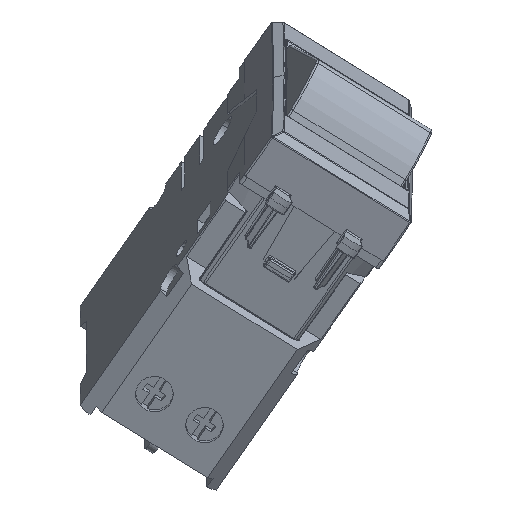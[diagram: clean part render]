
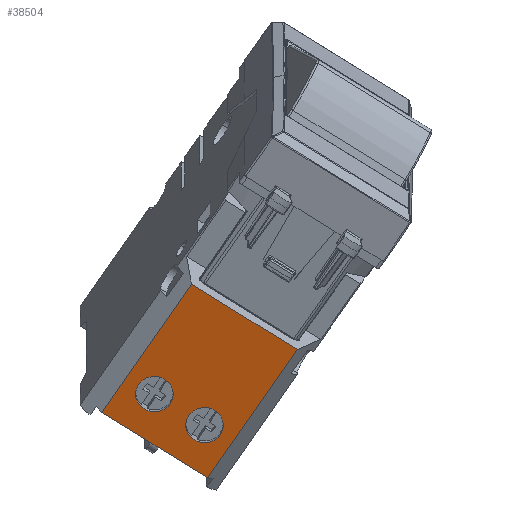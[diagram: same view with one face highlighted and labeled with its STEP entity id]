
A CAD part, front view. The second image highlights one B-rep face of the part: STEP entity #38504.
In plain terms, the highlighted face is planar.
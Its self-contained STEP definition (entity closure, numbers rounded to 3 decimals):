
#36916=CARTESIAN_POINT('Line Origine',(8.45,21.75,21.73)) ;
#36920=CARTESIAN_POINT('Vertex',(8.45,21.75,0.)) ;
#36922=CARTESIAN_POINT('Vertex',(8.45,21.75,21.75)) ;
#37049=CARTESIAN_POINT('Vertex',(-8.45,21.75,0.)) ;
#37110=CARTESIAN_POINT('Vertex',(-8.45,21.75,21.75)) ;
#37113=CARTESIAN_POINT('Line Origine',(-8.45,21.75,21.73)) ;
#37826=CARTESIAN_POINT('Vertex',(-0.6,21.75,0.)) ;
#37842=CARTESIAN_POINT('Vertex',(0.6,21.75,0.)) ;
#37845=CARTESIAN_POINT('Line Origine',(4.525,21.75,0.)) ;
#38000=CARTESIAN_POINT('Line Origine',(-4.525,21.75,0.)) ;
#38416=CARTESIAN_POINT('Vertex',(-0.6,21.75,-0.04)) ;
#38419=CARTESIAN_POINT('Line Origine',(0.,21.75,-0.04)) ;
#38423=CARTESIAN_POINT('Vertex',(0.6,21.75,-0.04)) ;
#38438=CARTESIAN_POINT('Axis2P3D Location',(0.,21.75,21.75)) ;
#38443=CARTESIAN_POINT('Line Origine',(-0.6,21.75,-0.02)) ;
#38448=CARTESIAN_POINT('Line Origine',(0.,21.75,21.75)) ;
#38453=CARTESIAN_POINT('Line Origine',(0.6,21.75,-0.02)) ;
#38468=CARTESIAN_POINT('Axis2P3D Location',(4.,21.75,6.)) ;
#38472=CARTESIAN_POINT('Vertex',(6.5,21.75,6.)) ;
#38474=CARTESIAN_POINT('Vertex',(1.5,21.75,6.)) ;
#38477=CARTESIAN_POINT('Axis2P3D Location',(4.,21.75,6.)) ;
#38486=CARTESIAN_POINT('Axis2P3D Location',(-4.,21.75,6.)) ;
#38490=CARTESIAN_POINT('Vertex',(-1.5,21.75,6.)) ;
#38492=CARTESIAN_POINT('Vertex',(-6.5,21.75,6.)) ;
#38495=CARTESIAN_POINT('Axis2P3D Location',(-4.,21.75,6.)) ;
#36917=DIRECTION('Vector Direction',(0.,0.,1.)) ;
#37114=DIRECTION('Vector Direction',(0.,0.,1.)) ;
#37846=DIRECTION('Vector Direction',(-1.,0.,0.)) ;
#38001=DIRECTION('Vector Direction',(-1.,0.,0.)) ;
#38420=DIRECTION('Vector Direction',(1.,0.,0.)) ;
#38439=DIRECTION('Axis2P3D Direction',(0.,-1.,0.)) ;
#38440=DIRECTION('Axis2P3D XDirection',(0.,0.,-1.)) ;
#38444=DIRECTION('Vector Direction',(0.,0.,-1.)) ;
#38449=DIRECTION('Vector Direction',(1.,0.,0.)) ;
#38454=DIRECTION('Vector Direction',(0.,0.,-1.)) ;
#38469=DIRECTION('Axis2P3D Direction',(0.,-1.,0.)) ;
#38478=DIRECTION('Axis2P3D Direction',(0.,-1.,0.)) ;
#38487=DIRECTION('Axis2P3D Direction',(0.,-1.,0.)) ;
#38496=DIRECTION('Axis2P3D Direction',(0.,-1.,0.)) ;
#38441=AXIS2_PLACEMENT_3D('Plane Axis2P3D',#38438,#38439,#38440) ;
#38470=AXIS2_PLACEMENT_3D('Circle Axis2P3D',#38468,#38469,$) ;
#38479=AXIS2_PLACEMENT_3D('Circle Axis2P3D',#38477,#38478,$) ;
#38488=AXIS2_PLACEMENT_3D('Circle Axis2P3D',#38486,#38487,$) ;
#38497=AXIS2_PLACEMENT_3D('Circle Axis2P3D',#38495,#38496,$) ;
#38459=ORIENTED_EDGE('',*,*,#38425,.F.) ;
#38460=ORIENTED_EDGE('',*,*,#38447,.F.) ;
#38461=ORIENTED_EDGE('',*,*,#38004,.T.) ;
#38462=ORIENTED_EDGE('',*,*,#37117,.T.) ;
#38463=ORIENTED_EDGE('',*,*,#38452,.T.) ;
#38464=ORIENTED_EDGE('',*,*,#36924,.F.) ;
#38465=ORIENTED_EDGE('',*,*,#37849,.T.) ;
#38466=ORIENTED_EDGE('',*,*,#38457,.T.) ;
#38483=ORIENTED_EDGE('',*,*,#38476,.T.) ;
#38484=ORIENTED_EDGE('',*,*,#38481,.T.) ;
#38501=ORIENTED_EDGE('',*,*,#38494,.T.) ;
#38502=ORIENTED_EDGE('',*,*,#38499,.T.) ;
#38485=FACE_BOUND('',#38482,.T.) ;
#38503=FACE_BOUND('',#38500,.T.) ;
#36918=VECTOR('Line Direction',#36917,1.) ;
#37115=VECTOR('Line Direction',#37114,1.) ;
#37847=VECTOR('Line Direction',#37846,1.) ;
#38002=VECTOR('Line Direction',#38001,1.) ;
#38421=VECTOR('Line Direction',#38420,1.) ;
#38445=VECTOR('Line Direction',#38444,1.) ;
#38450=VECTOR('Line Direction',#38449,1.) ;
#38455=VECTOR('Line Direction',#38454,1.) ;
#38504=ADVANCED_FACE('PartBody',(#38467,#38485,#38503),#38442,.F.) ;
#38471=CIRCLE('generated circle',#38470,2.5) ;
#38480=CIRCLE('generated circle',#38479,2.5) ;
#38489=CIRCLE('generated circle',#38488,2.5) ;
#38498=CIRCLE('generated circle',#38497,2.5) ;
#36924=EDGE_CURVE('',#36921,#36923,#36919,.T.) ;
#37117=EDGE_CURVE('',#37050,#37111,#37116,.T.) ;
#37849=EDGE_CURVE('',#36921,#37843,#37848,.T.) ;
#38004=EDGE_CURVE('',#37827,#37050,#38003,.T.) ;
#38425=EDGE_CURVE('',#38417,#38424,#38422,.T.) ;
#38447=EDGE_CURVE('',#37827,#38417,#38446,.T.) ;
#38452=EDGE_CURVE('',#37111,#36923,#38451,.T.) ;
#38457=EDGE_CURVE('',#37843,#38424,#38456,.T.) ;
#38476=EDGE_CURVE('',#38473,#38475,#38471,.T.) ;
#38481=EDGE_CURVE('',#38475,#38473,#38480,.T.) ;
#38494=EDGE_CURVE('',#38491,#38493,#38489,.T.) ;
#38499=EDGE_CURVE('',#38493,#38491,#38498,.T.) ;
#38458=EDGE_LOOP('',(#38459,#38460,#38461,#38462,#38463,#38464,#38465,#38466)) ;
#38482=EDGE_LOOP('',(#38483,#38484)) ;
#38500=EDGE_LOOP('',(#38501,#38502)) ;
#38467=FACE_OUTER_BOUND('',#38458,.T.) ;
#36919=LINE('Line',#36916,#36918) ;
#37116=LINE('Line',#37113,#37115) ;
#37848=LINE('Line',#37845,#37847) ;
#38003=LINE('Line',#38000,#38002) ;
#38422=LINE('Line',#38419,#38421) ;
#38446=LINE('Line',#38443,#38445) ;
#38451=LINE('Line',#38448,#38450) ;
#38456=LINE('Line',#38453,#38455) ;
#38442=PLANE('',#38441) ;
#36921=VERTEX_POINT('',#36920) ;
#36923=VERTEX_POINT('',#36922) ;
#37050=VERTEX_POINT('',#37049) ;
#37111=VERTEX_POINT('',#37110) ;
#37827=VERTEX_POINT('',#37826) ;
#37843=VERTEX_POINT('',#37842) ;
#38417=VERTEX_POINT('',#38416) ;
#38424=VERTEX_POINT('',#38423) ;
#38473=VERTEX_POINT('',#38472) ;
#38475=VERTEX_POINT('',#38474) ;
#38491=VERTEX_POINT('',#38490) ;
#38493=VERTEX_POINT('',#38492) ;
